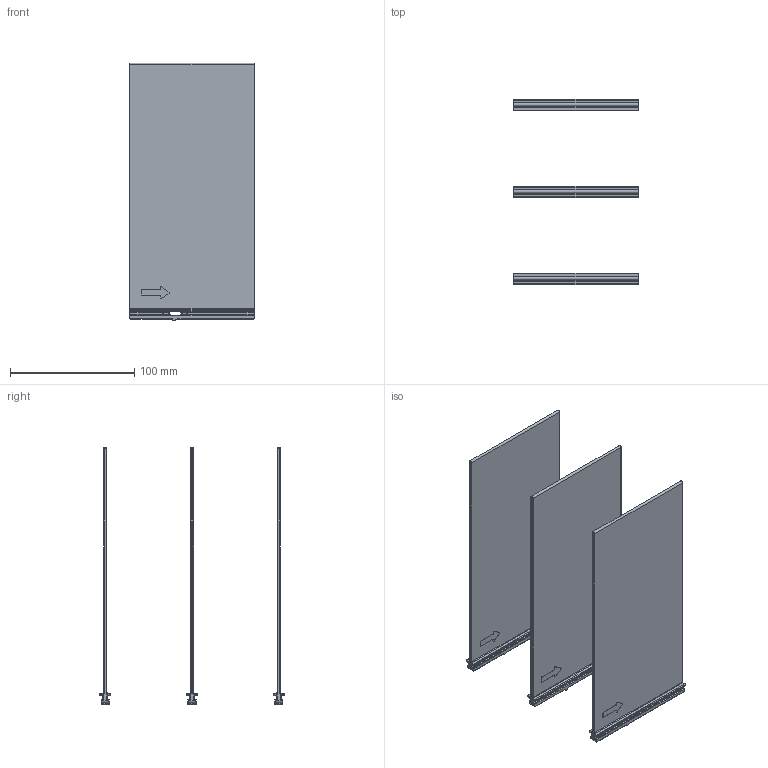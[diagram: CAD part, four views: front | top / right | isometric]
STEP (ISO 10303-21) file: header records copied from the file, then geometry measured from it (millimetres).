
FILE_DESCRIPTION((''),'2;1');
FILE_NAME('1SDH002065A1235_IGES','2019-05-27T',('ITSTCAR1'),(''),'CREO PARAMETRIC BY PTC INC, 2016050','CREO PARAMETRIC BY PTC INC, 2016050','');
FILE_SCHEMA(('AUTOMOTIVE_DESIGN { 1 0 10303 214 1 1 1 1 }'));
Length unit declared in the file: millimetre
Products named in the file (1): 1SDH002065A1235_IGES
Bounding box: 101 x 149 x 207.5 mm (x, y, z)
Volume: 164837.9 mm3; surface area: 133720.5 mm2
Topology: 3 solids, 3 shells, 471 faces, 1257 edges, 732 vertices
Faces by surface type: cylinder 258, plane 117, bspline 63, torus 33
Entity records: 25136 total; most frequent: CARTESIAN_POINT 13742, ORIENTED_EDGE 2394, DIRECTION 2031, EDGE_CURVE 1197, VERTEX_POINT 732, AXIS2_PLACEMENT_3D 720, VECTOR 591, LINE 591
